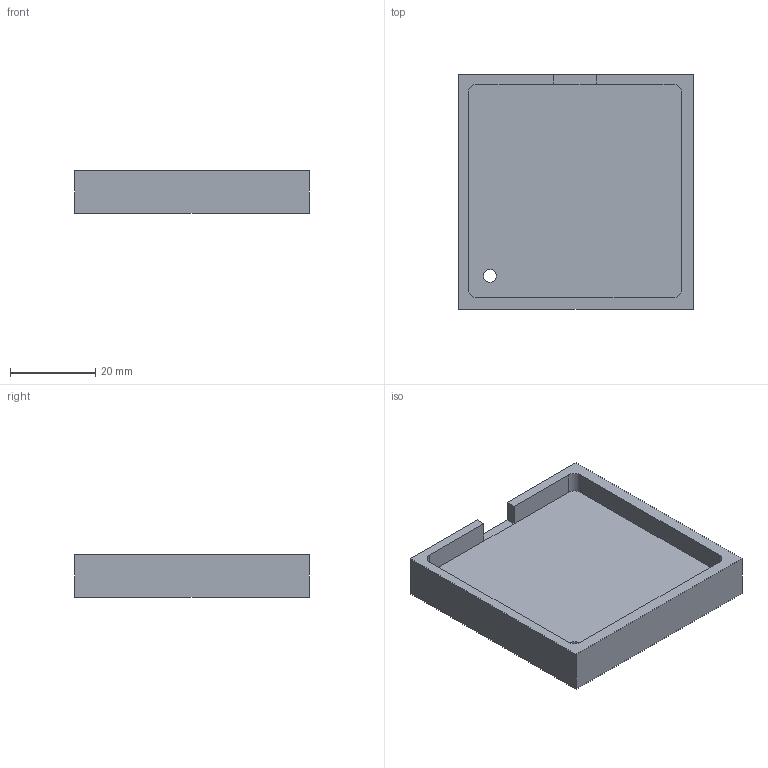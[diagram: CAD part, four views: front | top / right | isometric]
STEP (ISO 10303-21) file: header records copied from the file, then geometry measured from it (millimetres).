
FILE_DESCRIPTION(('FreeCAD Model'),'2;1');
FILE_NAME('Open CASCADE Shape Model','2023-11-01T13:10:11',('Author'),( ''),'Open CASCADE STEP processor 7.6','FreeCAD','Unknown');
FILE_SCHEMA(('AUTOMOTIVE_DESIGN { 1 0 10303 214 1 1 1 1 }'));
Length unit declared in the file: millimetre
Products named in the file (1): Body
Bounding box: 55 x 55 x 10 mm (x, y, z)
Volume: 17619.3 mm3; surface area: 9188.3 mm2
Topology: 1 solids, 1 shells, 20 faces, 52 edges, 34 vertices
Faces by surface type: plane 15, cylinder 5
Full cylindrical faces by diameter (mm): 3 x1
Entity records: 636 total; most frequent: CARTESIAN_POINT 107, DIRECTION 104, ORIENTED_EDGE 104, EDGE_CURVE 52, LINE 42, VECTOR 42, VERTEX_POINT 34, AXIS2_PLACEMENT_3D 31
